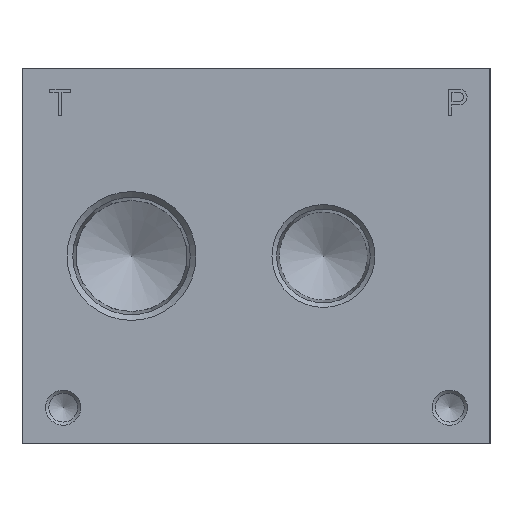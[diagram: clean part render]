
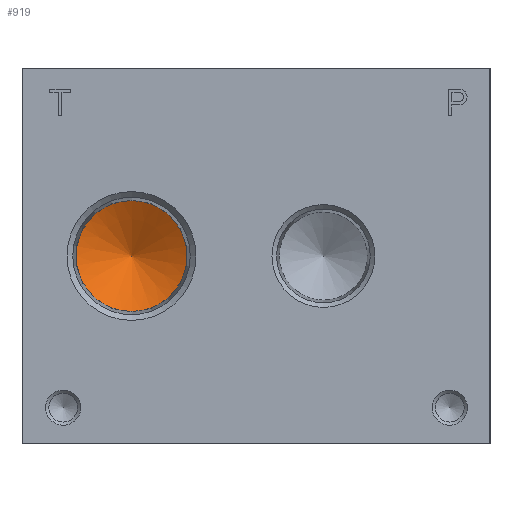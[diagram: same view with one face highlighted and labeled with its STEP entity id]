
A CAD part, left-side view. The second image highlights one B-rep face of the part: STEP entity #919.
In plain terms, the highlighted conical face has half-angle 61.252 degrees and reference radius 15.048 mm.
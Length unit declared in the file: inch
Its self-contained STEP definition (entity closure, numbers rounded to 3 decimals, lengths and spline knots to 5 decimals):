
#919 = ADVANCED_FACE( '', ( #1985, #1986 ), #1987, .F. );
#1985 = FACE_BOUND( '', #3088, .T. );
#1986 = FACE_OUTER_BOUND( '', #3089, .T. );
#1987 = CONICAL_SURFACE( '', #3090, 0.59245, 1.069 );
#3088 = VERTEX_LOOP( '', #5643 );
#3089 = EDGE_LOOP( '', ( #5644 ) );
#3090 = AXIS2_PLACEMENT_3D( '', #5645, #5646, #5647 );
#5643 = VERTEX_POINT( '', #6990 );
#5644 = ORIENTED_EDGE( '', *, *, #6860, .F. );
#5645 = CARTESIAN_POINT( '', ( 1.183, 3.83, 2. ) );
#5646 = DIRECTION( '', ( -1., 0., 0. ) );
#5647 = DIRECTION( '', ( 0., 0., 1. ) );
#6860 = EDGE_CURVE( '', #8409, #8409, #8410, .T. );
#6990 = CARTESIAN_POINT( '', ( 1.508, 3.83, 2. ) );
#8409 = VERTEX_POINT( '', #10454 );
#8410 = CIRCLE( '', #10455, 0.59245 );
#10454 = CARTESIAN_POINT( '', ( 1.183, 3.83, 1.40755 ) );
#10455 = AXIS2_PLACEMENT_3D( '', #11694, #11695, #11696 );
#11694 = CARTESIAN_POINT( '', ( 1.183, 3.83, 2. ) );
#11695 = DIRECTION( '', ( 1., 0., 0. ) );
#11696 = DIRECTION( '', ( 0., 0., -1. ) );
